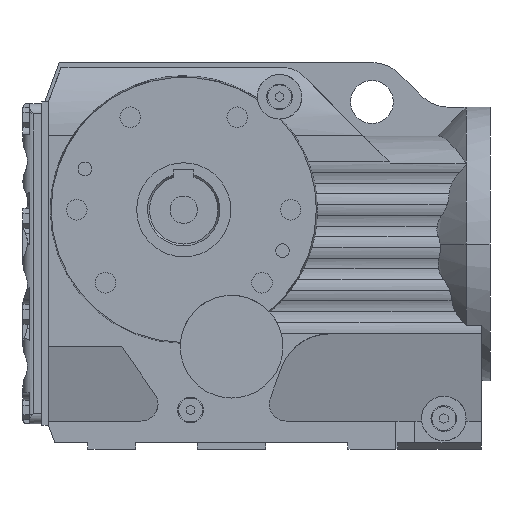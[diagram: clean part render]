
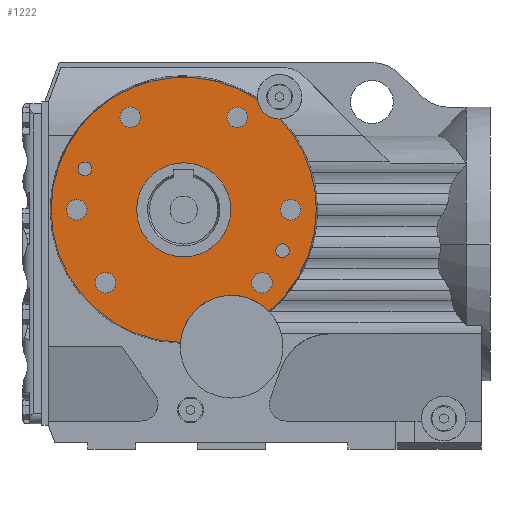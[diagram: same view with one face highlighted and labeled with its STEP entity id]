
A CAD part, front view. The second image highlights one B-rep face of the part: STEP entity #1222.
In plain terms, the highlighted planar face has unit normal (0, -1, 0).
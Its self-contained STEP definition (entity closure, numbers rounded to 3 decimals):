
#1222=ADVANCED_FACE('NONE',(#2625,#2626,#2627,#2628,#2629,#2630,#2631,#2632,#2633,#2634),#2635,.T.);
#2625=FACE_BOUND('',#4310,.T.);
#2626=FACE_OUTER_BOUND('',#4311,.T.);
#2627=FACE_BOUND('',#4312,.T.);
#2628=FACE_BOUND('',#4313,.T.);
#2629=FACE_BOUND('',#4314,.T.);
#2630=FACE_BOUND('',#4315,.T.);
#2631=FACE_BOUND('',#4316,.T.);
#2632=FACE_BOUND('',#4317,.T.);
#2633=FACE_BOUND('',#4318,.T.);
#2634=FACE_BOUND('',#4319,.T.);
#2635=PLANE('',#4320);
#4310=EDGE_LOOP('',(#8007,#8008,#8009));
#4311=EDGE_LOOP('',(#8010,#8011,#8012,#8013,#8014,#8015));
#4312=EDGE_LOOP('',(#8016,#8017));
#4313=EDGE_LOOP('',(#8018,#8019));
#4314=EDGE_LOOP('',(#8020,#8021));
#4315=EDGE_LOOP('',(#8022,#8023));
#4316=EDGE_LOOP('',(#8024,#8025));
#4317=EDGE_LOOP('',(#8026,#8027));
#4318=EDGE_LOOP('',(#8028,#8029));
#4319=EDGE_LOOP('',(#8030,#8031));
#4320=AXIS2_PLACEMENT_3D('',#8032,#8033,#8034);
#8007=ORIENTED_EDGE('',*,*,#9988,.T.);
#8008=ORIENTED_EDGE('',*,*,#10003,.T.);
#8009=ORIENTED_EDGE('',*,*,#9989,.T.);
#8010=ORIENTED_EDGE('',*,*,#9795,.F.);
#8011=ORIENTED_EDGE('',*,*,#10890,.F.);
#8012=ORIENTED_EDGE('',*,*,#9798,.F.);
#8013=ORIENTED_EDGE('',*,*,#10869,.F.);
#8014=ORIENTED_EDGE('',*,*,#10891,.F.);
#8015=ORIENTED_EDGE('',*,*,#10871,.F.);
#8016=ORIENTED_EDGE('',*,*,#10892,.F.);
#8017=ORIENTED_EDGE('',*,*,#9659,.F.);
#8018=ORIENTED_EDGE('',*,*,#9664,.F.);
#8019=ORIENTED_EDGE('',*,*,#10893,.F.);
#8020=ORIENTED_EDGE('',*,*,#9669,.F.);
#8021=ORIENTED_EDGE('',*,*,#10894,.F.);
#8022=ORIENTED_EDGE('',*,*,#9674,.F.);
#8023=ORIENTED_EDGE('',*,*,#10895,.F.);
#8024=ORIENTED_EDGE('',*,*,#9679,.F.);
#8025=ORIENTED_EDGE('',*,*,#10896,.F.);
#8026=ORIENTED_EDGE('',*,*,#9684,.F.);
#8027=ORIENTED_EDGE('',*,*,#10897,.F.);
#8028=ORIENTED_EDGE('',*,*,#9689,.F.);
#8029=ORIENTED_EDGE('',*,*,#10898,.F.);
#8030=ORIENTED_EDGE('',*,*,#9694,.F.);
#8031=ORIENTED_EDGE('',*,*,#10899,.F.);
#8032=CARTESIAN_POINT('',(0.0,-86.5,77.5));
#8033=DIRECTION('',(0.0,-1.0,0.0));
#8034=DIRECTION('',(1.0,0.0,0.0));
#9659=EDGE_CURVE('NONE',#11626,#11629,#11630,.T.);
#9664=EDGE_CURVE('NONE',#11635,#11638,#11639,.T.);
#9669=EDGE_CURVE('NONE',#11644,#11647,#11648,.T.);
#9674=EDGE_CURVE('NONE',#11653,#11656,#11657,.T.);
#9679=EDGE_CURVE('NONE',#11662,#11665,#11666,.T.);
#9684=EDGE_CURVE('NONE',#11671,#11674,#11675,.T.);
#9689=EDGE_CURVE('NONE',#11680,#11683,#11684,.T.);
#9694=EDGE_CURVE('NONE',#11689,#11692,#11693,.T.);
#9795=EDGE_CURVE('NONE',#11860,#11850,#11862,.T.);
#9798=EDGE_CURVE('NONE',#11864,#11867,#11868,.T.);
#9988=EDGE_CURVE('',#12202,#12199,#12203,.T.);
#9989=EDGE_CURVE('',#12204,#12202,#12205,.T.);
#10003=EDGE_CURVE('',#12199,#12204,#12225,.T.);
#10869=EDGE_CURVE('NONE',#13459,#11864,#13461,.T.);
#10871=EDGE_CURVE('NONE',#11850,#13463,#13464,.T.);
#10890=EDGE_CURVE('NONE',#11867,#11860,#13489,.T.);
#10891=EDGE_CURVE('NONE',#13463,#13459,#13490,.T.);
#10892=EDGE_CURVE('NONE',#11629,#11626,#13491,.T.);
#10893=EDGE_CURVE('NONE',#11638,#11635,#13492,.T.);
#10894=EDGE_CURVE('NONE',#11647,#11644,#13493,.T.);
#10895=EDGE_CURVE('NONE',#11656,#11653,#13494,.T.);
#10896=EDGE_CURVE('NONE',#11665,#11662,#13495,.T.);
#10897=EDGE_CURVE('NONE',#11674,#11671,#13496,.T.);
#10898=EDGE_CURVE('NONE',#11683,#11680,#13497,.T.);
#10899=EDGE_CURVE('NONE',#11692,#11689,#13498,.T.);
#11626=VERTEX_POINT('',#14921);
#11629=VERTEX_POINT('NONE',#14925);
#11630=CIRCLE('',#14926,6.0);
#11635=VERTEX_POINT('NONE',#14932);
#11638=VERTEX_POINT('',#14936);
#11639=CIRCLE('',#14937,6.0);
#11644=VERTEX_POINT('NONE',#14943);
#11647=VERTEX_POINT('',#14947);
#11648=CIRCLE('',#14948,4.0);
#11653=VERTEX_POINT('NONE',#14954);
#11656=VERTEX_POINT('',#14958);
#11657=CIRCLE('',#14959,4.0);
#11662=VERTEX_POINT('NONE',#14965);
#11665=VERTEX_POINT('',#14969);
#11666=CIRCLE('',#14970,6.0);
#11671=VERTEX_POINT('NONE',#14976);
#11674=VERTEX_POINT('',#14980);
#11675=CIRCLE('',#14981,6.0);
#11680=VERTEX_POINT('NONE',#14987);
#11683=VERTEX_POINT('',#14991);
#11684=CIRCLE('',#14992,6.0);
#11689=VERTEX_POINT('NONE',#14998);
#11692=VERTEX_POINT('',#15002);
#11693=CIRCLE('',#15003,6.0);
#11850=VERTEX_POINT('',#15565);
#11860=VERTEX_POINT('NONE',#15616);
#11862=CIRCLE('',#15621,77.5);
#11864=VERTEX_POINT('',#15623);
#11867=VERTEX_POINT('NONE',#15627);
#11868=CIRCLE('',#15628,77.5);
#12199=VERTEX_POINT('',#16641);
#12202=VERTEX_POINT('',#16645);
#12203=CIRCLE('',#16646,27.5);
#12204=VERTEX_POINT('',#16647);
#12205=CIRCLE('',#16648,27.5);
#12225=CIRCLE('',#16671,27.5);
#13459=VERTEX_POINT('NONE',#19135);
#13461=CIRCLE('',#19140,77.5);
#13463=VERTEX_POINT('NONE',#19142);
#13464=CIRCLE('',#19143,77.5);
#13489=CIRCLE('',#19357,13.0);
#13490=CIRCLE('',#19358,30.0);
#13491=CIRCLE('',#19359,6.0);
#13492=CIRCLE('',#19360,6.0);
#13493=CIRCLE('',#19361,4.0);
#13494=CIRCLE('',#19362,4.0);
#13495=CIRCLE('',#19363,6.0);
#13496=CIRCLE('',#19364,6.0);
#13497=CIRCLE('',#19365,6.0);
#13498=CIRCLE('',#19366,6.0);
#14921=CARTESIAN_POINT('',(68.5,-86.5,0.));
#14925=CARTESIAN_POINT('',(56.5,-86.5,0.));
#14926=AXIS2_PLACEMENT_3D('',#20598,#20599,#20600);
#14932=CARTESIAN_POINT('',(-56.5,-86.5,0.));
#14936=CARTESIAN_POINT('',(-68.5,-86.5,0.));
#14937=AXIS2_PLACEMENT_3D('',#20606,#20607,#20608);
#14943=CARTESIAN_POINT('',(-53.742,-86.5,23.918));
#14947=CARTESIAN_POINT('',(-61.742,-86.5,23.918));
#14948=AXIS2_PLACEMENT_3D('',#20614,#20615,#20616);
#14954=CARTESIAN_POINT('',(61.742,-86.5,-23.918));
#14958=CARTESIAN_POINT('',(53.742,-86.5,-23.918));
#14959=AXIS2_PLACEMENT_3D('',#20622,#20623,#20624);
#14965=CARTESIAN_POINT('',(-39.71,-86.5,-42.625));
#14969=CARTESIAN_POINT('',(-51.71,-86.5,-42.625));
#14970=AXIS2_PLACEMENT_3D('',#20630,#20631,#20632);
#14976=CARTESIAN_POINT('',(51.71,-86.5,-42.625));
#14980=CARTESIAN_POINT('',(39.71,-86.5,-42.625));
#14981=AXIS2_PLACEMENT_3D('',#20638,#20639,#20640);
#14987=CARTESIAN_POINT('',(-25.25,-86.5,54.127));
#14991=CARTESIAN_POINT('',(-37.25,-86.5,54.127));
#14992=AXIS2_PLACEMENT_3D('',#20646,#20647,#20648);
#14998=CARTESIAN_POINT('',(37.25,-86.5,54.127));
#15002=CARTESIAN_POINT('',(25.25,-86.5,54.127));
#15003=AXIS2_PLACEMENT_3D('',#20654,#20655,#20656);
#15565=CARTESIAN_POINT('',(77.5,-86.5,0.));
#15616=CARTESIAN_POINT('',(56.534,-86.5,53.011));
#15621=AXIS2_PLACEMENT_3D('',#20717,#20718,#20719);
#15623=CARTESIAN_POINT('',(-77.5,-86.5,0.));
#15627=CARTESIAN_POINT('',(43.097,-86.5,64.412));
#15628=AXIS2_PLACEMENT_3D('',#20721,#20722,#20723);
#16641=CARTESIAN_POINT('',(0.,-86.5,-27.5));
#16645=CARTESIAN_POINT('',(27.5,-86.5,0.0));
#16646=AXIS2_PLACEMENT_3D('',#20914,#20915,#20916);
#16647=CARTESIAN_POINT('',(0.,-86.5,27.5));
#16648=AXIS2_PLACEMENT_3D('',#20917,#20918,#20919);
#16671=AXIS2_PLACEMENT_3D('',#20944,#20945,#20946);
#19135=CARTESIAN_POINT('',(-1.894,-86.5,-77.477));
#19140=AXIS2_PLACEMENT_3D('',#21676,#21677,#21678);
#19142=CARTESIAN_POINT('',(49.796,-86.5,-59.386));
#19143=AXIS2_PLACEMENT_3D('',#21679,#21680,#21681);
#19357=AXIS2_PLACEMENT_3D('',#21688,#21689,#21690);
#19358=AXIS2_PLACEMENT_3D('',#21691,#21692,#21693);
#19359=AXIS2_PLACEMENT_3D('',#21694,#21695,#21696);
#19360=AXIS2_PLACEMENT_3D('',#21697,#21698,#21699);
#19361=AXIS2_PLACEMENT_3D('',#21700,#21701,#21702);
#19362=AXIS2_PLACEMENT_3D('',#21703,#21704,#21705);
#19363=AXIS2_PLACEMENT_3D('',#21706,#21707,#21708);
#19364=AXIS2_PLACEMENT_3D('',#21709,#21710,#21711);
#19365=AXIS2_PLACEMENT_3D('',#21712,#21713,#21714);
#19366=AXIS2_PLACEMENT_3D('',#21715,#21716,#21717);
#20598=CARTESIAN_POINT('',(62.5,-86.5,0.));
#20599=DIRECTION('',(0.0,-1.0,0.0));
#20600=DIRECTION('',(-1.0,0.0,0.0));
#20606=CARTESIAN_POINT('',(-62.5,-86.5,0.));
#20607=DIRECTION('',(0.0,-1.0,0.0));
#20608=DIRECTION('',(1.0,0.0,0.0));
#20614=CARTESIAN_POINT('',(-57.742,-86.5,23.918));
#20615=DIRECTION('',(0.0,-1.0,0.0));
#20616=DIRECTION('',(1.0,0.0,0.0));
#20622=CARTESIAN_POINT('',(57.742,-86.5,-23.918));
#20623=DIRECTION('',(0.0,-1.0,0.0));
#20624=DIRECTION('',(1.0,0.0,0.0));
#20630=CARTESIAN_POINT('',(-45.71,-86.5,-42.625));
#20631=DIRECTION('',(0.0,-1.0,0.0));
#20632=DIRECTION('',(1.0,0.0,0.0));
#20638=CARTESIAN_POINT('',(45.71,-86.5,-42.625));
#20639=DIRECTION('',(0.0,-1.0,0.0));
#20640=DIRECTION('',(1.0,0.0,0.0));
#20646=CARTESIAN_POINT('',(-31.25,-86.5,54.127));
#20647=DIRECTION('',(0.0,-1.0,0.0));
#20648=DIRECTION('',(1.0,0.0,0.0));
#20654=CARTESIAN_POINT('',(31.25,-86.5,54.127));
#20655=DIRECTION('',(0.0,-1.0,0.0));
#20656=DIRECTION('',(1.0,0.0,0.0));
#20717=CARTESIAN_POINT('',(0.0,-86.5,0.0));
#20718=DIRECTION('',(0.0,1.0,0.0));
#20719=DIRECTION('',(-1.0,0.0,0.0));
#20721=CARTESIAN_POINT('',(0.0,-86.5,0.0));
#20722=DIRECTION('',(0.0,1.0,0.0));
#20723=DIRECTION('',(-1.0,0.0,0.0));
#20914=CARTESIAN_POINT('',(0.0,-86.5,0.0));
#20915=DIRECTION('',(-0.0,1.0,0.0));
#20916=DIRECTION('',(1.0,0.0,0.0));
#20917=CARTESIAN_POINT('',(0.0,-86.5,0.0));
#20918=DIRECTION('',(-0.0,1.0,0.0));
#20919=DIRECTION('',(1.0,0.0,0.0));
#20944=CARTESIAN_POINT('',(0.0,-86.5,0.0));
#20945=DIRECTION('',(-0.0,1.0,0.0));
#20946=DIRECTION('',(1.0,0.0,0.0));
#21676=CARTESIAN_POINT('',(0.0,-86.5,0.0));
#21677=DIRECTION('',(0.0,1.0,0.0));
#21678=DIRECTION('',(-1.0,0.0,0.0));
#21679=CARTESIAN_POINT('',(0.0,-86.5,0.0));
#21680=DIRECTION('',(0.0,1.0,0.0));
#21681=DIRECTION('',(-1.0,0.0,0.0));
#21688=CARTESIAN_POINT('',(56.0,-86.5,66.0));
#21689=DIRECTION('',(0.0,-1.0,0.0));
#21690=DIRECTION('',(1.0,0.0,0.0));
#21691=CARTESIAN_POINT('',(28.0,-86.5,-80.0));
#21692=DIRECTION('',(0.0,-1.0,0.0));
#21693=DIRECTION('',(1.0,0.0,0.0));
#21694=CARTESIAN_POINT('',(62.5,-86.5,0.));
#21695=DIRECTION('',(0.0,-1.0,0.0));
#21696=DIRECTION('',(-1.0,0.0,0.0));
#21697=CARTESIAN_POINT('',(-62.5,-86.5,0.));
#21698=DIRECTION('',(0.0,-1.0,0.0));
#21699=DIRECTION('',(1.0,0.0,0.0));
#21700=CARTESIAN_POINT('',(-57.742,-86.5,23.918));
#21701=DIRECTION('',(0.0,-1.0,0.0));
#21702=DIRECTION('',(1.0,0.0,0.0));
#21703=CARTESIAN_POINT('',(57.742,-86.5,-23.918));
#21704=DIRECTION('',(0.0,-1.0,0.0));
#21705=DIRECTION('',(1.0,0.0,0.0));
#21706=CARTESIAN_POINT('',(-45.71,-86.5,-42.625));
#21707=DIRECTION('',(0.0,-1.0,0.0));
#21708=DIRECTION('',(1.0,0.0,0.0));
#21709=CARTESIAN_POINT('',(45.71,-86.5,-42.625));
#21710=DIRECTION('',(0.0,-1.0,0.0));
#21711=DIRECTION('',(1.0,0.0,0.0));
#21712=CARTESIAN_POINT('',(-31.25,-86.5,54.127));
#21713=DIRECTION('',(0.0,-1.0,0.0));
#21714=DIRECTION('',(1.0,0.0,0.0));
#21715=CARTESIAN_POINT('',(31.25,-86.5,54.127));
#21716=DIRECTION('',(0.0,-1.0,0.0));
#21717=DIRECTION('',(1.0,0.0,0.0));
